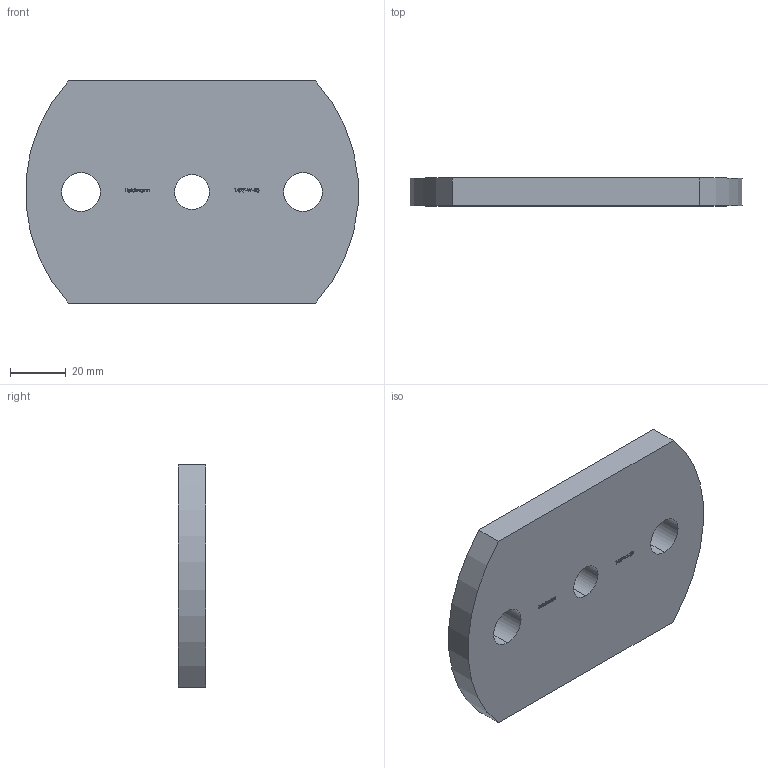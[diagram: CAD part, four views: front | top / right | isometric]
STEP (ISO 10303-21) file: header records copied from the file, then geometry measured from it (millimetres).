
FILE_DESCRIPTION (( 'STEP AP203' ), '1' );
FILE_NAME ('1427-W-10.step', '2019-04-03T11:38:05', ( '' ), ( '' ), 'SwSTEP 2.0', 'SolidWorks 2015', '' );
FILE_SCHEMA (( 'CONFIG_CONTROL_DESIGN' ));
Length unit declared in the file: millimetre
Products named in the file (1): 1427-W-10
Bounding box: 119.6 x 10 x 80 mm (x, y, z)
Volume: 83913.2 mm3; surface area: 21599.6 mm2
Topology: 1 solids, 1 shells, 209 faces, 555 edges, 370 vertices
Faces by surface type: plane 138, bspline 63, cylinder 8
Entity records: 9860 total; most frequent: CARTESIAN_POINT 4982, ORIENTED_EDGE 1110, DIRECTION 739, EDGE_CURVE 555, VECTOR 413, LINE 413, VERTEX_POINT 370, EDGE_LOOP 237
